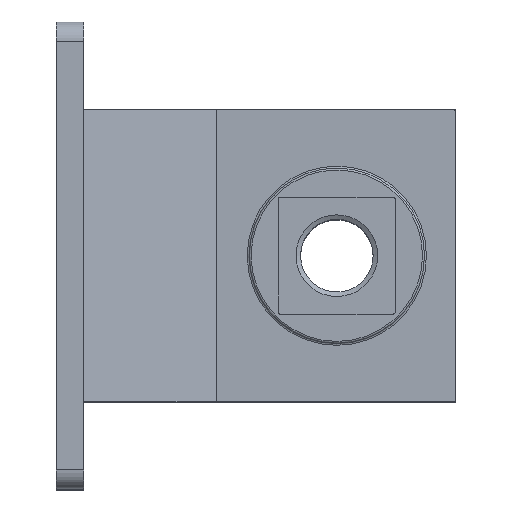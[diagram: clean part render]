
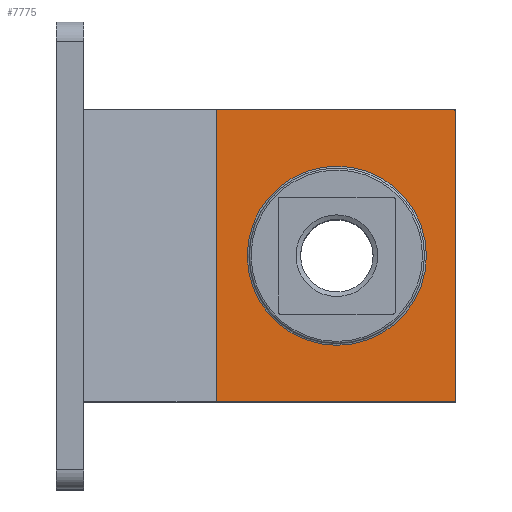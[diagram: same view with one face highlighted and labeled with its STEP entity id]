
A CAD part, top view. The second image highlights one B-rep face of the part: STEP entity #7775.
In plain terms, the highlighted planar face has unit normal (0, 0, 1).
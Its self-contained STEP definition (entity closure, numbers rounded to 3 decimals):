
#243=CIRCLE('',#8152,0.5);
#245=CIRCLE('',#8159,0.5);
#254=CIRCLE('',#8185,23.);
#734=ORIENTED_EDGE('',*,*,#2316,.T.);
#735=ORIENTED_EDGE('',*,*,#2283,.T.);
#736=ORIENTED_EDGE('',*,*,#2280,.F.);
#737=ORIENTED_EDGE('',*,*,#2289,.T.);
#738=ORIENTED_EDGE('',*,*,#2271,.F.);
#739=ORIENTED_EDGE('',*,*,#2317,.T.);
#740=ORIENTED_EDGE('',*,*,#2262,.F.);
#2262=EDGE_CURVE('',#3075,#3076,#3630,.T.);
#2271=EDGE_CURVE('',#3081,#3082,#3639,.T.);
#2280=EDGE_CURVE('',#3089,#3090,#3648,.T.);
#2283=EDGE_CURVE('',#3075,#3090,#243,.T.);
#2289=EDGE_CURVE('',#3089,#3082,#245,.T.);
#2316=EDGE_CURVE('',#3103,#3103,#254,.T.);
#2317=EDGE_CURVE('',#3081,#3076,#3670,.T.);
#3075=VERTEX_POINT('',#10737);
#3076=VERTEX_POINT('',#10739);
#3081=VERTEX_POINT('',#10753);
#3082=VERTEX_POINT('',#10755);
#3089=VERTEX_POINT('',#10772);
#3090=VERTEX_POINT('',#10774);
#3103=VERTEX_POINT('',#10844);
#3630=LINE('',#10738,#4242);
#3639=LINE('',#10754,#4251);
#3648=LINE('',#10773,#4260);
#3670=LINE('',#10845,#4282);
#4242=VECTOR('',#8912,1000.);
#4251=VECTOR('',#8923,1000.);
#4260=VECTOR('',#8936,1000.);
#4282=VECTOR('',#9030,1000.);
#4789=EDGE_LOOP('',(#734));
#4790=EDGE_LOOP('',(#735,#736,#737,#738,#739,#740));
#5204=FACE_BOUND('',#4789,.T.);
#5205=FACE_BOUND('',#4790,.T.);
#5590=PLANE('',#8184);
#7775=ADVANCED_FACE('',(#5204,#5205),#5590,.T.);
#8152=AXIS2_PLACEMENT_3D('',#10778,#8942,#8943);
#8159=AXIS2_PLACEMENT_3D('',#10787,#8958,#8959);
#8184=AXIS2_PLACEMENT_3D('',#10842,#9026,#9027);
#8185=AXIS2_PLACEMENT_3D('',#10843,#9028,#9029);
#8912=DIRECTION('',(-1.,0.,0.));
#8923=DIRECTION('',(1.,0.,0.));
#8936=DIRECTION('',(0.,-1.,0.));
#8942=DIRECTION('',(0.,0.,1.));
#8943=DIRECTION('',(1.,0.,0.));
#8958=DIRECTION('',(0.,0.,1.));
#8959=DIRECTION('',(1.,0.,0.));
#9026=DIRECTION('',(0.,0.,1.));
#9027=DIRECTION('',(1.,0.,0.));
#9028=DIRECTION('',(0.,0.,-1.));
#9029=DIRECTION('',(-1.,0.,0.));
#9030=DIRECTION('',(0.,-1.,0.));
#10737=CARTESIAN_POINT('',(102.,-37.5,4.));
#10738=CARTESIAN_POINT('',(102.,-37.5,4.));
#10739=CARTESIAN_POINT('',(41.028,-37.5,4.));
#10753=CARTESIAN_POINT('',(41.028,37.5,4.));
#10754=CARTESIAN_POINT('',(7.5,37.5,4.));
#10755=CARTESIAN_POINT('',(102.,37.5,4.));
#10772=CARTESIAN_POINT('',(102.5,37.,4.));
#10773=CARTESIAN_POINT('',(102.5,38.,4.));
#10774=CARTESIAN_POINT('',(102.5,-37.,4.));
#10778=CARTESIAN_POINT('',(102.,-37.,4.));
#10787=CARTESIAN_POINT('',(102.,37.,4.));
#10842=CARTESIAN_POINT('',(102.5,38.,4.));
#10843=CARTESIAN_POINT('',(72.,0.,4.));
#10844=CARTESIAN_POINT('',(49.,0.,4.));
#10845=CARTESIAN_POINT('',(41.028,38.,4.));
